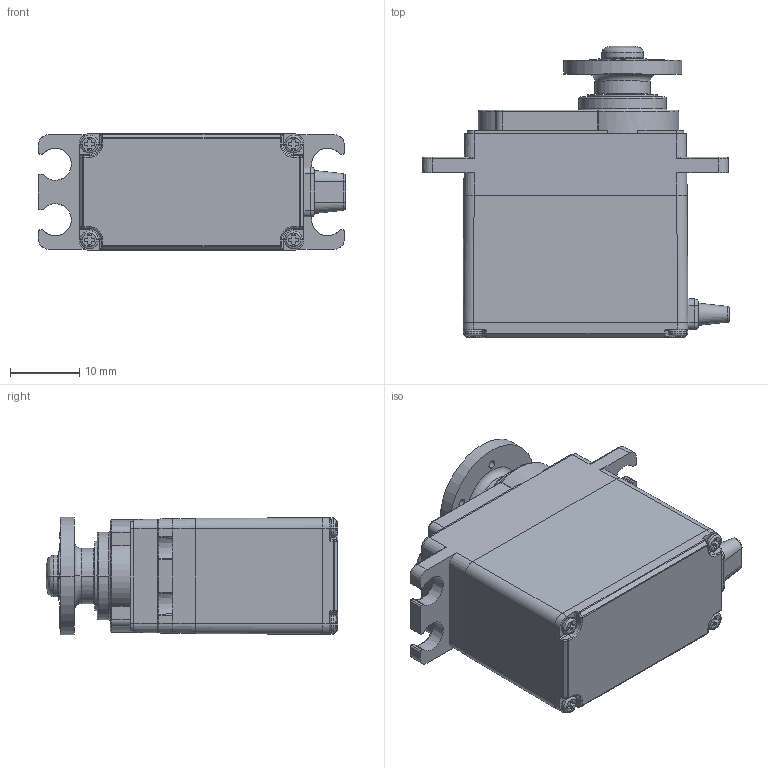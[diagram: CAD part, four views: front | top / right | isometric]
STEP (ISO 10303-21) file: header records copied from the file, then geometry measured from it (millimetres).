
FILE_DESCRIPTION((''),'2;1');
FILE_NAME('MD245MW_ASM','2017-04-10T',('jaejin_'),(''),'CREO PARAMETRIC BY PTC INC, 2014440','CREO PARAMETRIC BY PTC INC, 2014440','');
FILE_SCHEMA(('CONFIG_CONTROL_DESIGN'));
Products named in the file (10): HS7235M; HS7235T; HS7235L; HS205MG4F-A; 120202000004_18A_CPH_T1_7XL24; 120217000105_M-O25; 120204000003_A26_5_7X2_7__TW; 120201000129_10A_CBH_M3XL8; 120105000070_GAG-02-A; MD245MW_ASM
Assembly tree (12 placements, depth 2):
  MD245MW_ASM
    HS7235M
    HS7235T
    HS7235L
    HS205MG4F-A
    120202000004_18A_CPH_T1_7XL24  x4
    120217000105_M-O25
    120204000003_A26_5_7X2_7__TW
    120201000129_10A_CBH_M3XL8
    120105000070_GAG-02-A
Bounding box: 44.24 x 42.04 x 17 mm (x, y, z)
Volume: 18579.5 mm3; surface area: 9581.4 mm2
Topology: 12 solids, 12 shells, 1564 faces, 4265 edges, 2760 vertices
Faces by surface type: plane 805, cylinder 487, torus 100, cone 78, bspline 63, sphere 31
Entity records: 60574 total; most frequent: CARTESIAN_POINT 15296, ORIENTED_EDGE 7410, DIRECTION 6894, EDGE_CURVE 3705, PRESENTATION_STYLE_ASSIGNMENT 3529, STYLED_ITEM 3529, CURVE_STYLE 3521, VERTEX_POINT 2409
